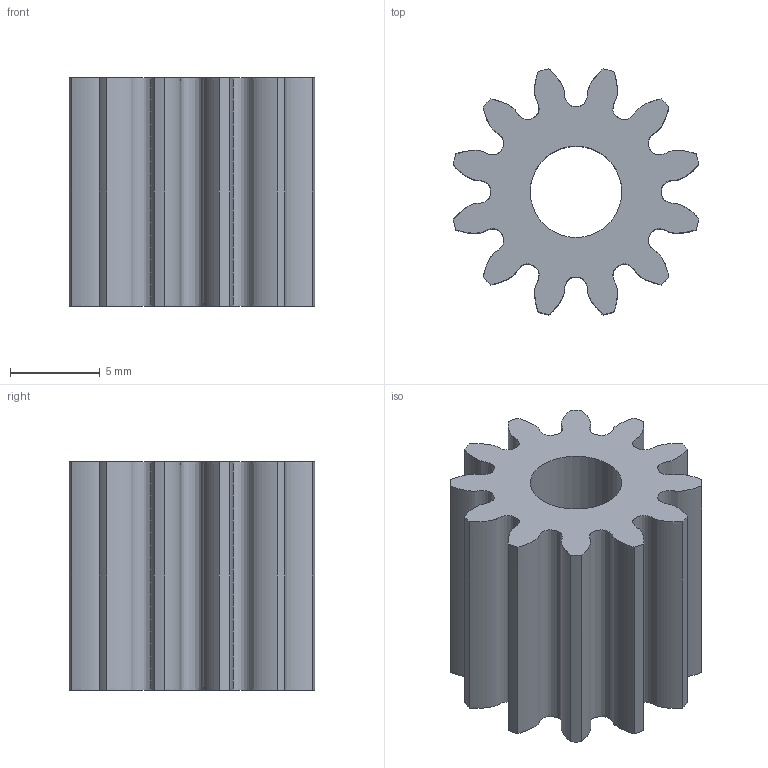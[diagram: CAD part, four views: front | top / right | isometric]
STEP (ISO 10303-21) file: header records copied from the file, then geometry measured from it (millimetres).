
FILE_DESCRIPTION(('HOOPS Exchange Step'),'2;1');
FILE_NAME('6f63a5bd7616b3bb8ba09f56f24aa2eb20200328-3333-1b7nh7j.SLDPRT.step','2020-03-28T05:28:39+00:00',('converter2'),('Unknown organisation'),'HOOPS Exchange 2019.2','HOOPS Exchange','Unknown authorisation');
FILE_SCHEMA( ('AUTOMOTIVE_DESIGN { 1 0 10303 214 1 1 1 1 }') );
Length unit declared in the file: inch
Products named in the file (3): Default; Default/Spur01; 6f63a5bd7616b3bb8ba09f56f24aa2eb20200328-3333-1b7nh7j
Assembly tree (2 placements, depth 2):
  6f63a5bd7616b3bb8ba09f56f24aa2eb20200328-3333-1b7nh7j
    Default
    Default/Spur01
Bounding box: 13.67 x 13.67 x 12.7 mm (x, y, z)
Volume: 1122.3 mm3; surface area: 1315.6 mm2
Topology: 1 solids, 1 shells, 27 faces, 76 edges, 51 vertices
Faces by surface type: cylinder 13, extrusion 12, plane 2
Full cylindrical faces by diameter (mm): 5.08 x1
Entity records: 4013 total; most frequent: CARTESIAN_POINT 3255, ORIENTED_EDGE 152, DIRECTION 131, EDGE_CURVE 76, VERTEX_POINT 51, AXIS2_PLACEMENT_3D 47, VECTOR 37, B_SPLINE_CURVE_WITH_KNOTS 36
